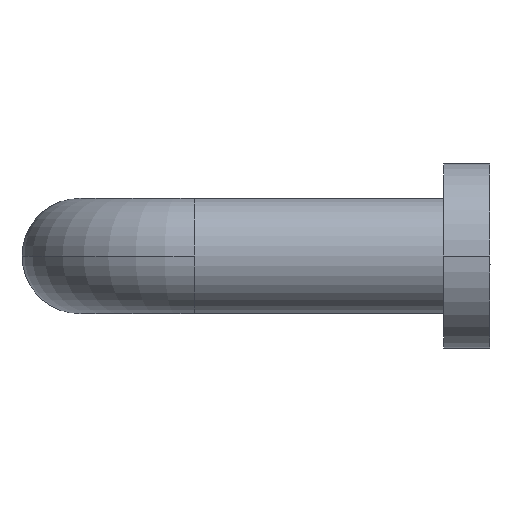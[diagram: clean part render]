
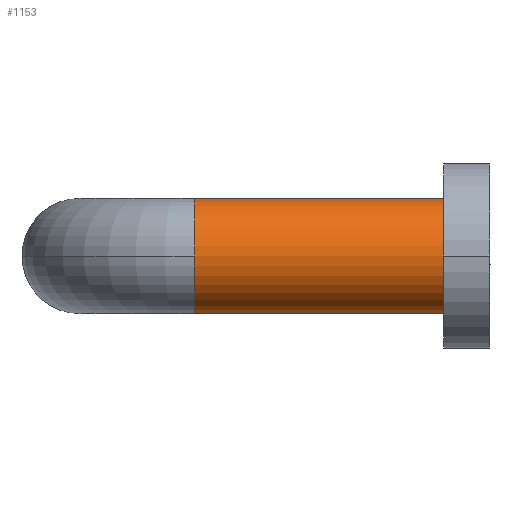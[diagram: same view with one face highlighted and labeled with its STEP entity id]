
A CAD part, left-side view. The second image highlights one B-rep face of the part: STEP entity #1153.
In plain terms, the highlighted cylindrical face has radius 10 mm (diameter 20 mm), a partial arc.
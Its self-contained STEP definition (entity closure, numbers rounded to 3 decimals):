
#3 = CARTESIAN_POINT ( 'NONE',  ( -100., 0., 10. ) ) ;
#4 = DIRECTION ( 'NONE',  ( 0., 0., 1. ) ) ;
#5 = EDGE_CURVE ( 'NONE', #1301, #1677, #172, .T. ) ;
#67 = EDGE_CURVE ( 'NONE', #1546, #1034, #340, .T. ) ;
#68 = ORIENTED_EDGE ( 'NONE', *, *, #659, .T. ) ;
#130 = CARTESIAN_POINT ( 'NONE',  ( -110., 45., 0. ) ) ;
#146 = ORIENTED_EDGE ( 'NONE', *, *, #5, .F. ) ;
#172 = LINE ( 'NONE', #496, #457 ) ;
#340 = LINE ( 'NONE', #3, #1584 ) ;
#457 = VECTOR ( 'NONE', #1415, 1000. ) ;
#476 = EDGE_LOOP ( 'NONE', ( #146, #530, #477, #1798, #68 ) ) ;
#477 = ORIENTED_EDGE ( 'NONE', *, *, #67, .T. ) ;
#496 = CARTESIAN_POINT ( 'NONE',  ( -100., 0., -10. ) ) ;
#530 = ORIENTED_EDGE ( 'NONE', *, *, #755, .T. ) ;
#540 = AXIS2_PLACEMENT_3D ( 'NONE', #809, #593, #1703 ) ;
#593 = DIRECTION ( 'NONE',  ( 0., 1., 0. ) ) ;
#599 = AXIS2_PLACEMENT_3D ( 'NONE', #791, #2195, #1663 ) ;
#627 = FACE_OUTER_BOUND ( 'NONE', #476, .T. ) ;
#659 = EDGE_CURVE ( 'NONE', #1211, #1677, #2277, .T. ) ;
#755 = EDGE_CURVE ( 'NONE', #1301, #1546, #1597, .T. ) ;
#791 = CARTESIAN_POINT ( 'NONE',  ( -100., 1., 0. ) ) ;
#809 = CARTESIAN_POINT ( 'NONE',  ( -100., 0., 0. ) ) ;
#821 = CARTESIAN_POINT ( 'NONE',  ( -100., 1., -10. ) ) ;
#893 = DIRECTION ( 'NONE',  ( 0., -1., 0. ) ) ;
#1017 = DIRECTION ( 'NONE',  ( 0., -1., 0. ) ) ;
#1034 = VERTEX_POINT ( 'NONE', #2158 ) ;
#1153 = ADVANCED_FACE ( 'NONE', ( #627 ), #1341, .T. ) ;
#1203 = DIRECTION ( 'NONE',  ( 0., 0., 1. ) ) ;
#1211 = VERTEX_POINT ( 'NONE', #130 ) ;
#1273 = EDGE_CURVE ( 'NONE', #1034, #1211, #1659, .T. ) ;
#1301 = VERTEX_POINT ( 'NONE', #821 ) ;
#1341 = CYLINDRICAL_SURFACE ( 'NONE', #540, 10. ) ;
#1374 = AXIS2_PLACEMENT_3D ( 'NONE', #2100, #1017, #1203 ) ;
#1377 = CARTESIAN_POINT ( 'NONE',  ( -100., 1., 10. ) ) ;
#1415 = DIRECTION ( 'NONE',  ( 0., 1., 0. ) ) ;
#1428 = DIRECTION ( 'NONE',  ( 0., 1., 0. ) ) ;
#1429 = CARTESIAN_POINT ( 'NONE',  ( -100., 45., 0. ) ) ;
#1545 = CARTESIAN_POINT ( 'NONE',  ( -100., 45., -10. ) ) ;
#1546 = VERTEX_POINT ( 'NONE', #1377 ) ;
#1584 = VECTOR ( 'NONE', #1428, 1000. ) ;
#1597 = CIRCLE ( 'NONE', #599, 10. ) ;
#1659 = CIRCLE ( 'NONE', #1374, 10. ) ;
#1663 = DIRECTION ( 'NONE',  ( 0., 0., -1. ) ) ;
#1677 = VERTEX_POINT ( 'NONE', #1545 ) ;
#1703 = DIRECTION ( 'NONE',  ( 0., 0., 1. ) ) ;
#1798 = ORIENTED_EDGE ( 'NONE', *, *, #1273, .T. ) ;
#2100 = CARTESIAN_POINT ( 'NONE',  ( -100., 45., 0. ) ) ;
#2158 = CARTESIAN_POINT ( 'NONE',  ( -100., 45., 10. ) ) ;
#2165 = AXIS2_PLACEMENT_3D ( 'NONE', #1429, #893, #4 ) ;
#2195 = DIRECTION ( 'NONE',  ( 0., 1., 0. ) ) ;
#2277 = CIRCLE ( 'NONE', #2165, 10. ) ;
